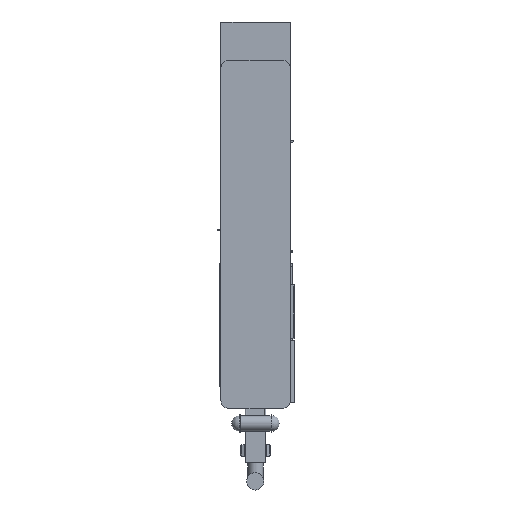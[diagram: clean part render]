
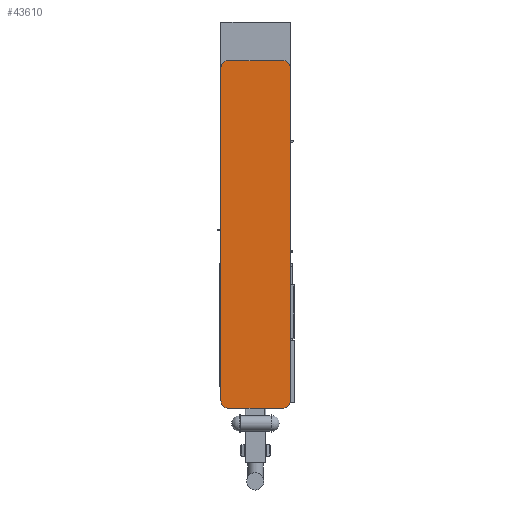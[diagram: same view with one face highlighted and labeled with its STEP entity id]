
A CAD part, front view. The second image highlights one B-rep face of the part: STEP entity #43610.
In plain terms, the highlighted planar face has unit normal (0, -1, 0).
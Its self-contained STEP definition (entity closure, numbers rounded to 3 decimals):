
#3374=PLANE('',#47870);
#5809=FACE_OUTER_BOUND('',#8857,.T.);
#8857=EDGE_LOOP('',(#40589,#40590,#40591,#40592,#40593,#40594,#40595,#40596));
#13362=LINE('',#73386,#17878);
#13366=LINE('',#73398,#17882);
#13370=LINE('',#73410,#17886);
#13374=LINE('',#73422,#17890);
#17878=VECTOR('',#59967,10.);
#17882=VECTOR('',#59979,10.);
#17886=VECTOR('',#59991,10.);
#17890=VECTOR('',#60003,10.);
#19136=CIRCLE('',#47856,200.);
#19138=CIRCLE('',#47860,200.);
#19140=CIRCLE('',#47864,200.);
#19142=CIRCLE('',#47868,200.);
#23001=VERTEX_POINT('',#73383);
#23002=VERTEX_POINT('',#73385);
#23004=VERTEX_POINT('',#73391);
#23006=VERTEX_POINT('',#73397);
#23008=VERTEX_POINT('',#73403);
#23010=VERTEX_POINT('',#73409);
#23012=VERTEX_POINT('',#73415);
#23014=VERTEX_POINT('',#73421);
#28854=EDGE_CURVE('',#23002,#23001,#13362,.T.);
#28857=EDGE_CURVE('',#23004,#23002,#19136,.T.);
#28860=EDGE_CURVE('',#23006,#23004,#13366,.T.);
#28863=EDGE_CURVE('',#23008,#23006,#19138,.T.);
#28866=EDGE_CURVE('',#23010,#23008,#13370,.T.);
#28869=EDGE_CURVE('',#23012,#23010,#19140,.T.);
#28872=EDGE_CURVE('',#23014,#23012,#13374,.T.);
#28875=EDGE_CURVE('',#23001,#23014,#19142,.T.);
#40589=ORIENTED_EDGE('',*,*,#28875,.T.);
#40590=ORIENTED_EDGE('',*,*,#28872,.T.);
#40591=ORIENTED_EDGE('',*,*,#28869,.T.);
#40592=ORIENTED_EDGE('',*,*,#28866,.T.);
#40593=ORIENTED_EDGE('',*,*,#28863,.T.);
#40594=ORIENTED_EDGE('',*,*,#28860,.T.);
#40595=ORIENTED_EDGE('',*,*,#28857,.T.);
#40596=ORIENTED_EDGE('',*,*,#28854,.T.);
#43610=ADVANCED_FACE('',(#5809),#3374,.F.);
#47856=AXIS2_PLACEMENT_3D('',#73392,#59973,#59974);
#47860=AXIS2_PLACEMENT_3D('',#73404,#59985,#59986);
#47864=AXIS2_PLACEMENT_3D('',#73416,#59997,#59998);
#47868=AXIS2_PLACEMENT_3D('',#73426,#60009,#60010);
#47870=AXIS2_PLACEMENT_3D('',#73428,#60013,#60014);
#59967=DIRECTION('',(0.,0.,-1.));
#59973=DIRECTION('center_axis',(0.,-1.,0.));
#59974=DIRECTION('ref_axis',(-1.,0.,0.));
#59979=DIRECTION('',(-1.,0.,0.));
#59985=DIRECTION('center_axis',(0.,-1.,0.));
#59986=DIRECTION('ref_axis',(0.,0.,1.));
#59991=DIRECTION('',(0.,0.,1.));
#59997=DIRECTION('center_axis',(0.,-1.,0.));
#59998=DIRECTION('ref_axis',(1.,0.,0.));
#60003=DIRECTION('',(1.,0.,0.));
#60009=DIRECTION('center_axis',(0.,-1.,0.));
#60010=DIRECTION('ref_axis',(0.,0.,-1.));
#60013=DIRECTION('center_axis',(0.,1.,0.));
#60014=DIRECTION('ref_axis',(1.,0.,0.));
#73383=CARTESIAN_POINT('',(855.412,-910.13,-3091.343));
#73385=CARTESIAN_POINT('',(855.412,-910.13,5538.325));
#73386=CARTESIAN_POINT('',(855.412,-910.13,5538.325));
#73391=CARTESIAN_POINT('',(1055.412,-910.13,5738.325));
#73392=CARTESIAN_POINT('Origin',(1055.412,-910.13,5538.325));
#73397=CARTESIAN_POINT('',(2455.412,-910.13,5738.325));
#73398=CARTESIAN_POINT('',(2455.412,-910.13,5738.325));
#73403=CARTESIAN_POINT('',(2655.412,-910.13,5538.325));
#73404=CARTESIAN_POINT('Origin',(2455.412,-910.13,5538.325));
#73409=CARTESIAN_POINT('',(2655.412,-910.13,-3091.343));
#73410=CARTESIAN_POINT('',(2655.412,-910.13,-3091.343));
#73415=CARTESIAN_POINT('',(2455.412,-910.13,-3291.343));
#73416=CARTESIAN_POINT('Origin',(2455.412,-910.13,-3091.343));
#73421=CARTESIAN_POINT('',(1055.412,-910.13,-3291.343));
#73422=CARTESIAN_POINT('',(1055.412,-910.13,-3291.343));
#73426=CARTESIAN_POINT('Origin',(1055.412,-910.13,-3091.343));
#73428=CARTESIAN_POINT('Origin',(1755.412,-910.13,1223.491));
